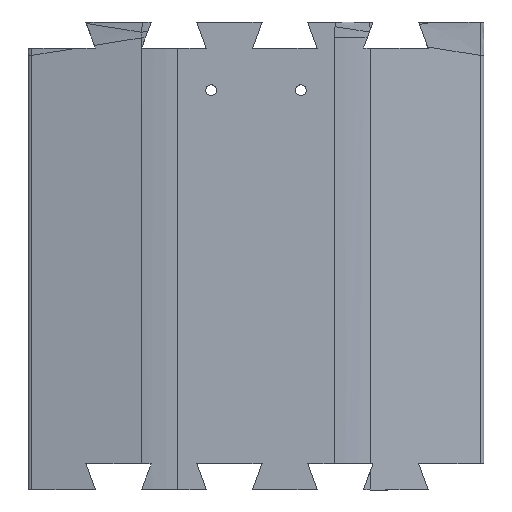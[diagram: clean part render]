
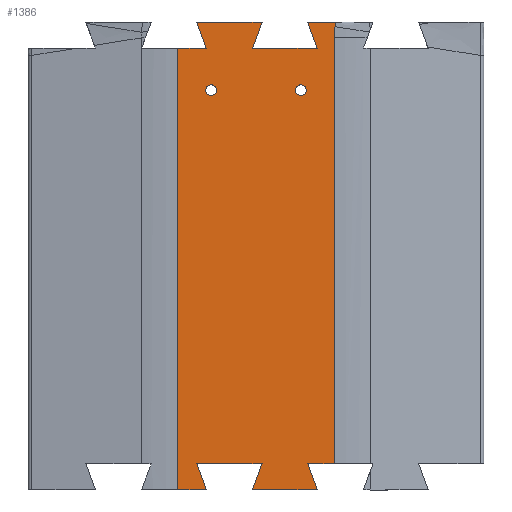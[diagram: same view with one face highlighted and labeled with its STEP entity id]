
A CAD part, front view. The second image highlights one B-rep face of the part: STEP entity #1386.
In plain terms, the highlighted planar face has unit normal (0, -1, 0).
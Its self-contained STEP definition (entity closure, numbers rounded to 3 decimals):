
#19=FACE_BOUND('',#240,.T.);
#20=FACE_BOUND('',#241,.T.);
#84=CIRCLE('',#1501,2.5);
#85=CIRCLE('',#1502,2.5);
#162=FACE_OUTER_BOUND('',#239,.T.);
#239=EDGE_LOOP('',(#1214,#1215,#1216,#1217,#1218,#1219,#1220,#1221,#1222,
#1223,#1224,#1225,#1226,#1227,#1228,#1229,#1230,#1231));
#240=EDGE_LOOP('',(#1232));
#241=EDGE_LOOP('',(#1233));
#261=LINE('',#2046,#363);
#264=LINE('',#2054,#366);
#267=LINE('',#2060,#369);
#270=LINE('',#2066,#372);
#273=LINE('',#2072,#375);
#276=LINE('',#2078,#378);
#279=LINE('',#2084,#381);
#289=LINE('',#2344,#391);
#293=LINE('',#2352,#395);
#296=LINE('',#2358,#398);
#299=LINE('',#2364,#401);
#314=LINE('',#2410,#416);
#317=LINE('',#2416,#419);
#320=LINE('',#2422,#422);
#347=LINE('',#2942,#449);
#348=LINE('',#2961,#450);
#363=VECTOR('',#1540,10.);
#366=VECTOR('',#1547,10.);
#369=VECTOR('',#1552,10.);
#372=VECTOR('',#1557,10.);
#375=VECTOR('',#1562,10.);
#378=VECTOR('',#1567,10.);
#381=VECTOR('',#1572,10.);
#391=VECTOR('',#1600,10.);
#395=VECTOR('',#1606,10.);
#398=VECTOR('',#1611,10.);
#401=VECTOR('',#1616,10.);
#416=VECTOR('',#1657,10.);
#419=VECTOR('',#1662,10.);
#422=VECTOR('',#1667,10.);
#449=VECTOR('',#1770,10.);
#450=VECTOR('',#1773,10.);
#517=B_SPLINE_CURVE_WITH_KNOTS('',3,(#2963,#2964,#2965,#2966),
 .UNSPECIFIED.,.F.,.F.,(4,4),(0.,0.513),.UNSPECIFIED.);
#518=B_SPLINE_CURVE_WITH_KNOTS('',3,(#2967,#2968,#2969,#2970),
 .UNSPECIFIED.,.F.,.F.,(4,4),(3.226,3.447),
 .UNSPECIFIED.);
#545=VERTEX_POINT('',#2043);
#546=VERTEX_POINT('',#2045);
#549=VERTEX_POINT('',#2053);
#551=VERTEX_POINT('',#2059);
#553=VERTEX_POINT('',#2065);
#555=VERTEX_POINT('',#2071);
#557=VERTEX_POINT('',#2077);
#559=VERTEX_POINT('',#2083);
#589=VERTEX_POINT('',#2342);
#590=VERTEX_POINT('',#2343);
#593=VERTEX_POINT('',#2351);
#595=VERTEX_POINT('',#2357);
#597=VERTEX_POINT('',#2363);
#615=VERTEX_POINT('',#2409);
#617=VERTEX_POINT('',#2415);
#619=VERTEX_POINT('',#2421);
#651=VERTEX_POINT('',#2960);
#652=VERTEX_POINT('',#2962);
#653=VERTEX_POINT('',#2971);
#654=VERTEX_POINT('',#2973);
#685=EDGE_CURVE('',#546,#545,#261,.T.);
#689=EDGE_CURVE('',#549,#546,#264,.T.);
#692=EDGE_CURVE('',#551,#549,#267,.T.);
#695=EDGE_CURVE('',#553,#551,#270,.T.);
#698=EDGE_CURVE('',#555,#553,#273,.T.);
#701=EDGE_CURVE('',#557,#555,#276,.T.);
#704=EDGE_CURVE('',#559,#557,#279,.T.);
#739=EDGE_CURVE('',#589,#590,#289,.T.);
#743=EDGE_CURVE('',#590,#593,#293,.T.);
#746=EDGE_CURVE('',#593,#595,#296,.T.);
#749=EDGE_CURVE('',#595,#597,#299,.T.);
#772=EDGE_CURVE('',#615,#589,#314,.T.);
#775=EDGE_CURVE('',#617,#615,#317,.T.);
#778=EDGE_CURVE('',#619,#617,#320,.T.);
#849=EDGE_CURVE('',#619,#545,#347,.T.);
#850=EDGE_CURVE('',#651,#597,#348,.T.);
#851=EDGE_CURVE('',#652,#651,#517,.T.);
#852=EDGE_CURVE('',#559,#652,#518,.T.);
#853=EDGE_CURVE('',#653,#653,#84,.T.);
#854=EDGE_CURVE('',#654,#654,#85,.T.);
#1214=ORIENTED_EDGE('',*,*,#685,.T.);
#1215=ORIENTED_EDGE('',*,*,#849,.F.);
#1216=ORIENTED_EDGE('',*,*,#778,.T.);
#1217=ORIENTED_EDGE('',*,*,#775,.T.);
#1218=ORIENTED_EDGE('',*,*,#772,.T.);
#1219=ORIENTED_EDGE('',*,*,#739,.T.);
#1220=ORIENTED_EDGE('',*,*,#743,.T.);
#1221=ORIENTED_EDGE('',*,*,#746,.T.);
#1222=ORIENTED_EDGE('',*,*,#749,.T.);
#1223=ORIENTED_EDGE('',*,*,#850,.F.);
#1224=ORIENTED_EDGE('',*,*,#851,.F.);
#1225=ORIENTED_EDGE('',*,*,#852,.F.);
#1226=ORIENTED_EDGE('',*,*,#704,.T.);
#1227=ORIENTED_EDGE('',*,*,#701,.T.);
#1228=ORIENTED_EDGE('',*,*,#698,.T.);
#1229=ORIENTED_EDGE('',*,*,#695,.T.);
#1230=ORIENTED_EDGE('',*,*,#692,.T.);
#1231=ORIENTED_EDGE('',*,*,#689,.T.);
#1232=ORIENTED_EDGE('',*,*,#853,.T.);
#1233=ORIENTED_EDGE('',*,*,#854,.T.);
#1320=PLANE('',#1500);
#1386=ADVANCED_FACE('',(#162,#19,#20),#1320,.T.);
#1500=AXIS2_PLACEMENT_3D('',#2959,#1771,#1772);
#1501=AXIS2_PLACEMENT_3D('',#2972,#1774,#1775);
#1502=AXIS2_PLACEMENT_3D('',#2974,#1776,#1777);
#1540=DIRECTION('',(-1.,0.,0.));
#1547=DIRECTION('',(0.342,0.,-0.94));
#1552=DIRECTION('',(-1.,0.,0.));
#1557=DIRECTION('',(0.342,0.,0.94));
#1562=DIRECTION('',(-1.,0.,0.));
#1567=DIRECTION('',(0.342,0.,-0.94));
#1572=DIRECTION('',(-1.,0.,0.));
#1600=DIRECTION('',(-0.342,0.,-0.94));
#1606=DIRECTION('',(1.,0.,0.));
#1611=DIRECTION('',(-0.342,0.,0.94));
#1616=DIRECTION('',(1.,0.,0.));
#1657=DIRECTION('',(1.,0.,0.));
#1662=DIRECTION('',(-0.342,0.,0.94));
#1667=DIRECTION('',(1.,0.,0.));
#1770=DIRECTION('',(0.,0.,1.));
#1771=DIRECTION('center_axis',(0.,-1.,0.));
#1772=DIRECTION('ref_axis',(0.,0.,-1.));
#1773=DIRECTION('',(0.,0.,-1.));
#1774=DIRECTION('center_axis',(0.,1.,0.));
#1775=DIRECTION('ref_axis',(-1.,0.,0.));
#1776=DIRECTION('center_axis',(0.,1.,0.));
#1777=DIRECTION('ref_axis',(-1.,0.,0.));
#2043=CARTESIAN_POINT('',(68.821,-4.,197.2));
#2045=CARTESIAN_POINT('',(81.918,-4.,197.2));
#2046=CARTESIAN_POINT('',(40.959,-4.,197.2));
#2053=CARTESIAN_POINT('',(77.55,-4.,209.2));
#2054=CARTESIAN_POINT('',(73.978,-4.,219.013));
#2059=CARTESIAN_POINT('',(107.55,-4.,209.2));
#2060=CARTESIAN_POINT('',(53.775,-4.,209.2));
#2065=CARTESIAN_POINT('',(103.182,-4.,197.2));
#2066=CARTESIAN_POINT('',(98.112,-4.,183.268));
#2071=CARTESIAN_POINT('',(132.918,-4.,197.2));
#2072=CARTESIAN_POINT('',(66.459,-4.,197.2));
#2077=CARTESIAN_POINT('',(128.55,-4.,209.2));
#2078=CARTESIAN_POINT('',(121.995,-4.,227.209));
#2083=CARTESIAN_POINT('',(141.45,-4.,209.2));
#2084=CARTESIAN_POINT('',(79.275,-4.,209.2));
#2342=CARTESIAN_POINT('',(107.55,-4.,6.));
#2343=CARTESIAN_POINT('',(103.182,-4.,-6.));
#2344=CARTESIAN_POINT('',(132.949,-4.,75.783));
#2351=CARTESIAN_POINT('',(132.918,-4.,-6.));
#2352=CARTESIAN_POINT('',(51.591,-4.,-6.));
#2357=CARTESIAN_POINT('',(128.55,-4.,6.));
#2358=CARTESIAN_POINT('',(91.526,-4.,107.724));
#2363=CARTESIAN_POINT('',(140.729,-4.,6.));
#2364=CARTESIAN_POINT('',(64.275,-4.,6.));
#2409=CARTESIAN_POINT('',(77.55,-4.,6.));
#2410=CARTESIAN_POINT('',(38.775,-4.,6.));
#2415=CARTESIAN_POINT('',(81.918,-4.,-6.));
#2416=CARTESIAN_POINT('',(43.509,-4.,99.528));
#2421=CARTESIAN_POINT('',(68.821,-4.,-6.));
#2422=CARTESIAN_POINT('',(26.091,-4.,-6.));
#2942=CARTESIAN_POINT('',(68.821,-4.,203.2));
#2959=CARTESIAN_POINT('Origin',(0.,-4.,203.2));
#2960=CARTESIAN_POINT('',(140.729,-4.,201.905));
#2961=CARTESIAN_POINT('',(140.729,-4.,203.2));
#2962=CARTESIAN_POINT('',(141.116,-4.,207.02));
#2963=CARTESIAN_POINT('Ctrl Pts',(141.116,-4.,207.02));
#2964=CARTESIAN_POINT('Ctrl Pts',(140.857,-4.,205.328));
#2965=CARTESIAN_POINT('Ctrl Pts',(140.729,-4.,203.616));
#2966=CARTESIAN_POINT('Ctrl Pts',(140.729,-4.,201.905));
#2967=CARTESIAN_POINT('Ctrl Pts',(141.45,-4.,209.2));
#2968=CARTESIAN_POINT('Ctrl Pts',(141.339,-4.,208.473));
#2969=CARTESIAN_POINT('Ctrl Pts',(141.228,-4.,207.746));
#2970=CARTESIAN_POINT('Ctrl Pts',(141.116,-4.,207.02));
#2971=CARTESIAN_POINT('',(86.637,-4.,177.8));
#2972=CARTESIAN_POINT('Origin',(84.137,-4.,177.8));
#2973=CARTESIAN_POINT('',(127.913,-4.,177.8));
#2974=CARTESIAN_POINT('Origin',(125.413,-4.,177.8));
